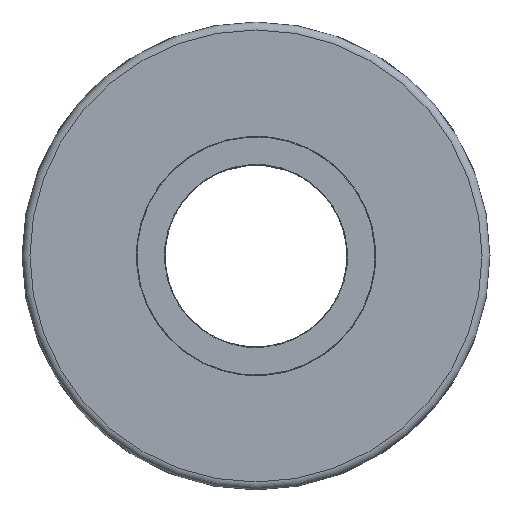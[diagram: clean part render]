
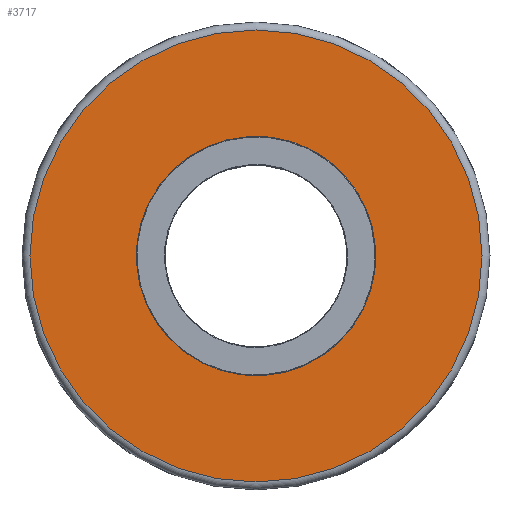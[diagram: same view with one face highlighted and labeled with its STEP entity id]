
A CAD part, left-side view. The second image highlights one B-rep face of the part: STEP entity #3717.
In plain terms, the highlighted planar face has unit normal (-1, 0, 0).
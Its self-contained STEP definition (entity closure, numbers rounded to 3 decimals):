
#61=PLANE('',#4329);
#160=FACE_BOUND('',#486,.T.);
#317=FACE_OUTER_BOUND('',#485,.T.);
#485=EDGE_LOOP('',(#3226,#3227));
#486=EDGE_LOOP('',(#3228,#3229));
#883=CIRCLE('',#4231,46.);
#884=CIRCLE('',#4232,46.);
#943=CIRCLE('',#4323,86.926);
#944=CIRCLE('',#4324,86.926);
#1491=VERTEX_POINT('',#6948);
#1492=VERTEX_POINT('',#6950);
#1534=VERTEX_POINT('',#7197);
#1535=VERTEX_POINT('',#7199);
#2018=EDGE_CURVE('',#1491,#1492,#883,.T.);
#2019=EDGE_CURVE('',#1492,#1491,#884,.T.);
#2124=EDGE_CURVE('',#1534,#1535,#943,.T.);
#2125=EDGE_CURVE('',#1535,#1534,#944,.T.);
#3226=ORIENTED_EDGE('',*,*,#2125,.F.);
#3227=ORIENTED_EDGE('',*,*,#2124,.F.);
#3228=ORIENTED_EDGE('',*,*,#2019,.F.);
#3229=ORIENTED_EDGE('',*,*,#2018,.F.);
#3717=ADVANCED_FACE('',(#317,#160),#61,.T.);
#4231=AXIS2_PLACEMENT_3D('',#6951,#5384,#5385);
#4232=AXIS2_PLACEMENT_3D('',#6952,#5386,#5387);
#4323=AXIS2_PLACEMENT_3D('',#7200,#5610,#5611);
#4324=AXIS2_PLACEMENT_3D('',#7201,#5612,#5613);
#4329=AXIS2_PLACEMENT_3D('',#7235,#5622,#5623);
#5384=DIRECTION('center_axis',(-1.,0.,0.));
#5385=DIRECTION('ref_axis',(0.,0.,-1.));
#5386=DIRECTION('center_axis',(-1.,0.,0.));
#5387=DIRECTION('ref_axis',(0.,0.,-1.));
#5610=DIRECTION('center_axis',(1.,0.,0.));
#5611=DIRECTION('ref_axis',(0.,-1.,0.));
#5612=DIRECTION('center_axis',(1.,0.,0.));
#5613=DIRECTION('ref_axis',(0.,-1.,0.));
#5622=DIRECTION('center_axis',(-1.,0.,0.));
#5623=DIRECTION('ref_axis',(0.,0.,1.));
#6948=CARTESIAN_POINT('',(-41.5,3.258,45.884));
#6950=CARTESIAN_POINT('',(-41.5,0.,46.));
#6951=CARTESIAN_POINT('Origin',(-41.5,0.,0.));
#6952=CARTESIAN_POINT('Origin',(-41.5,0.,0.));
#7197=CARTESIAN_POINT('',(-41.5,0.,86.926));
#7199=CARTESIAN_POINT('',(-41.5,86.926,0.));
#7200=CARTESIAN_POINT('Origin',(-41.5,0.,0.));
#7201=CARTESIAN_POINT('Origin',(-41.5,0.,0.));
#7235=CARTESIAN_POINT('Origin',(-41.5,89.914,0.));
